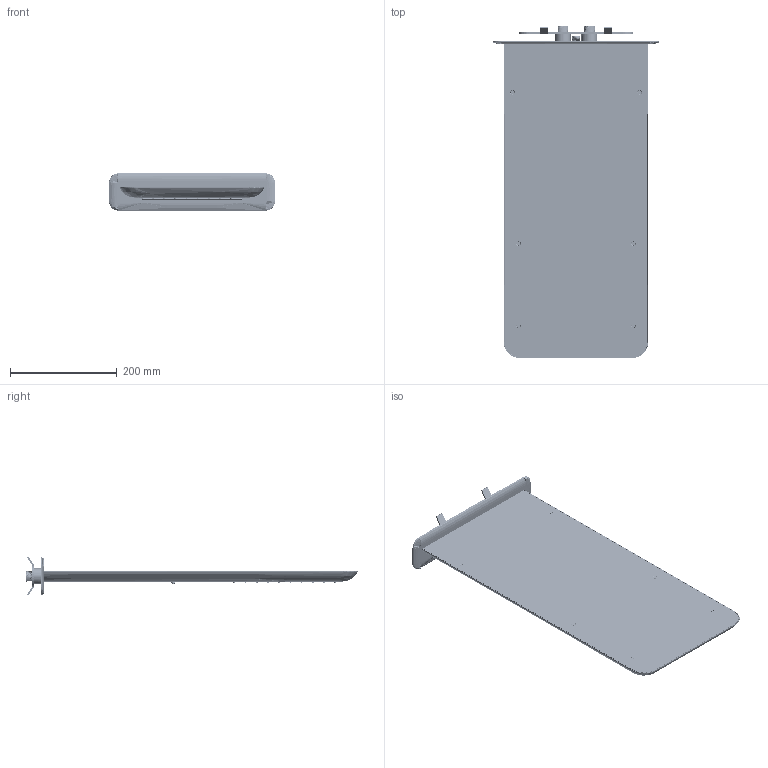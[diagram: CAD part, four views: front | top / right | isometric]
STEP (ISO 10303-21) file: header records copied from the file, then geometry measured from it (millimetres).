
FILE_DESCRIPTION(/* description */ ('AdapterTestApp'),/* implementation_level */ '2;1');
FILE_NAME(/* name */ 'M147',/* time_stamp */ '2015-10-09T11:44:48+02:00',/* author */ ('AdapterTestApp'),/* organization */ ('Siemens PLM Software'),/* preprocessor_version */ 'ST-DEVELOPER v15.6',/* originating_system */ 'DEX',/* authorisation */ $);
FILE_SCHEMA (('AUTOMOTIVE_DESIGN {1 0 10303 214 3 1 1}'));
Products named in the file (2): M147; E044191_04000SC_SW0001
Assembly tree (1 placements, depth 2):
  M147
    E044191_04000SC_SW0001
Bounding box: 310 x 621.03 x 72 mm (x, y, z)
Volume: 768633.1 mm3; surface area: 1076308.6 mm2
Topology: 12 solids, 12 shells, 5538 faces, 14354 edges, 9023 vertices
Faces by surface type: cylinder 2441, plane 1810, bspline 875, cone 195, torus 166, extrusion 43, revolution 8
Full cylindrical faces by diameter (mm): 0.423 x1, 3.2 x14, 4.5 x6, 5 x6, 6 x15, 6.8 x2, 7 x5, 7.5 x14, 9.8 x1, 10 x7, 10.2 x1, 10.9 x1, 11 x1, 12 x1, 12.2 x2, 12.7 x1, 14 x2, 18.8 x8, 20.8 x14, 21.5 x2, 22 x4, 29.7 x2
Entity records: 229238 total; most frequent: CARTESIAN_POINT 95895, DIRECTION 28245, ORIENTED_EDGE 27134, EDGE_CURVE 13567, AXIS2_PLACEMENT_3D 10662, VERTEX_POINT 8638, VECTOR 6913, LINE 6870
